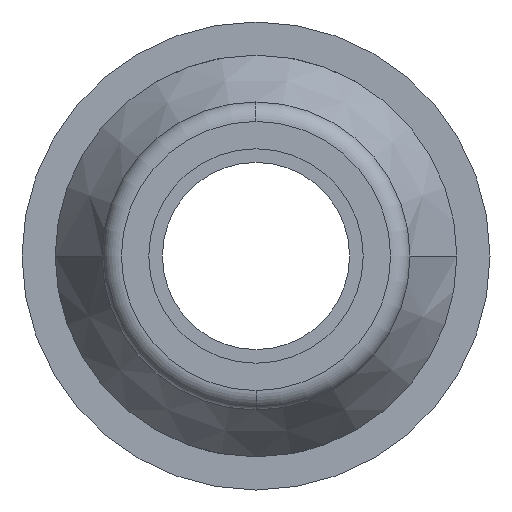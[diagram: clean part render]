
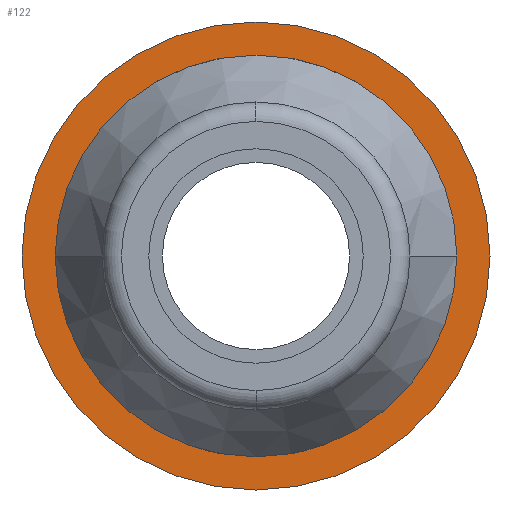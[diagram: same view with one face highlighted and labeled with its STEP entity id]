
A CAD part, front view. The second image highlights one B-rep face of the part: STEP entity #122.
In plain terms, the highlighted planar face has unit normal (0, -1, 0).
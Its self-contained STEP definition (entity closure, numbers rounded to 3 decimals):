
#122=ADVANCED_FACE('',(#280,#281),#282,.T.);
#280=FACE_OUTER_BOUND('',#475,.T.);
#281=FACE_BOUND('',#476,.T.);
#282=PLANE('',#477);
#475=EDGE_LOOP('',(#760,#761));
#476=EDGE_LOOP('',(#762,#763));
#477=AXIS2_PLACEMENT_3D('',#764,#765,#766);
#760=ORIENTED_EDGE('',*,*,#1117,.T.);
#761=ORIENTED_EDGE('',*,*,#1155,.T.);
#762=ORIENTED_EDGE('',*,*,#1107,.T.);
#763=ORIENTED_EDGE('',*,*,#1129,.T.);
#764=CARTESIAN_POINT('',(0.0,31.0,0.0));
#765=DIRECTION('',(0.0,-1.0,0.0));
#766=DIRECTION('',(-1.0,0.0,0.0));
#1107=EDGE_CURVE('',#1306,#1310,#1312,.T.);
#1117=EDGE_CURVE('',#1323,#1328,#1330,.T.);
#1129=EDGE_CURVE('',#1310,#1306,#1350,.T.);
#1155=EDGE_CURVE('',#1328,#1323,#1383,.T.);
#1306=VERTEX_POINT('',#1570);
#1310=VERTEX_POINT('',#1575);
#1312=CIRCLE('',#1578,4.45);
#1323=VERTEX_POINT('',#1591);
#1328=VERTEX_POINT('',#1597);
#1330=CIRCLE('',#1600,6.0);
#1350=CIRCLE('',#1622,4.45);
#1383=CIRCLE('',#1659,6.0);
#1570=CARTESIAN_POINT('',(4.45,31.0,0.0));
#1575=CARTESIAN_POINT('',(-4.45,31.0,0.));
#1578=AXIS2_PLACEMENT_3D('',#1856,#1857,#1858);
#1591=CARTESIAN_POINT('',(6.0,31.0,0.0));
#1597=CARTESIAN_POINT('',(-6.0,31.0,0.));
#1600=AXIS2_PLACEMENT_3D('',#1872,#1873,#1874);
#1622=AXIS2_PLACEMENT_3D('',#1895,#1896,#1897);
#1659=AXIS2_PLACEMENT_3D('',#1941,#1942,#1943);
#1856=CARTESIAN_POINT('',(0.0,31.0,0.0));
#1857=DIRECTION('',(-0.0,1.0,0.0));
#1858=DIRECTION('',(1.0,0.0,0.0));
#1872=CARTESIAN_POINT('',(0.0,31.0,0.0));
#1873=DIRECTION('',(0.0,-1.0,0.0));
#1874=DIRECTION('',(1.0,0.0,0.0));
#1895=CARTESIAN_POINT('',(0.0,31.0,0.0));
#1896=DIRECTION('',(-0.0,1.0,0.0));
#1897=DIRECTION('',(1.0,0.0,0.0));
#1941=CARTESIAN_POINT('',(0.0,31.0,0.0));
#1942=DIRECTION('',(0.0,-1.0,0.0));
#1943=DIRECTION('',(1.0,0.0,0.0));
